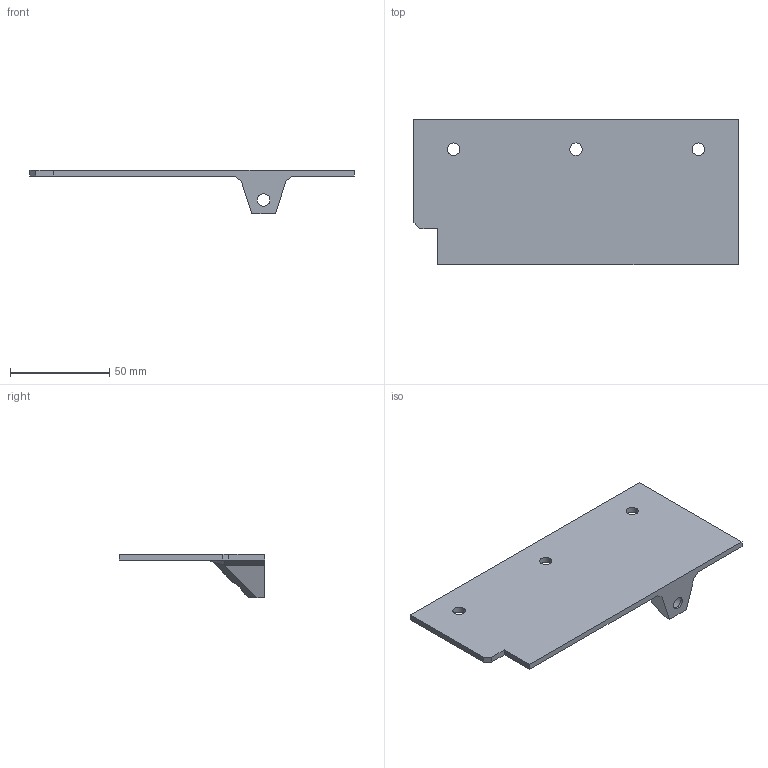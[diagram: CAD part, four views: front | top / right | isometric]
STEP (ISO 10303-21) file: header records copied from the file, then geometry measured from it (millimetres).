
FILE_DESCRIPTION(/* description */ ('STEP AP214'),/* implementation_level */ '2;1');
FILE_NAME(/* name */ '61535c8013281f7a781c5e6b',/* time_stamp */ '2021-09-28T18:18:41+00:00',/* author */ (''),/* organization */ (''),/* preprocessor_version */ 'ST-DEVELOPER v18.1',/* originating_system */ ' ',/* authorisation */ ' ');
FILE_SCHEMA (('AUTOMOTIVE_DESIGN {1 0 10303 214 3 1 1}'));
Length unit declared in the file: metre
Products named in the file (1): shelf_right_300
Bounding box: 163 x 73 x 22 mm (x, y, z)
Volume: 39671.4 mm3; surface area: 26007 mm2
Topology: 1 solids, 1 shells, 27 faces, 72 edges, 47 vertices
Faces by surface type: plane 20, cylinder 5, bspline 2
Full cylindrical faces by diameter (mm): 6.3 x4, 11 x1
Entity records: 842 total; most frequent: CARTESIAN_POINT 156, ORIENTED_EDGE 130, DIRECTION 126, EDGE_CURVE 65, LINE 48, VECTOR 48, VERTEX_POINT 45, EDGE_LOOP 40
